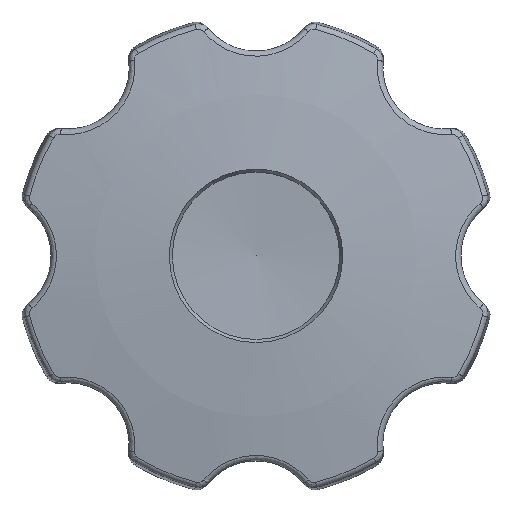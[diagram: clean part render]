
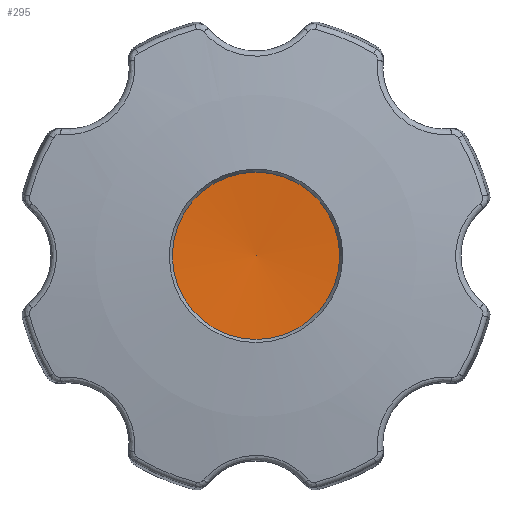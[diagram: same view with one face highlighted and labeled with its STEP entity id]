
A CAD part, top view. The second image highlights one B-rep face of the part: STEP entity #295.
In plain terms, the highlighted spherical face has radius 84.351 mm.
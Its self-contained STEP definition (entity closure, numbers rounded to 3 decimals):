
#295 = ADVANCED_FACE( '', ( #788 ), #789, .F. );
#788 = FACE_OUTER_BOUND( '', #2014, .T. );
#789 = SPHERICAL_SURFACE( '', #2015, 84.351 );
#2014 = EDGE_LOOP( '', ( #6474 ) );
#2015 = AXIS2_PLACEMENT_3D( '', #6475, #6476, #6477 );
#6474 = ORIENTED_EDGE( '', *, *, #8234, .T. );
#6475 = CARTESIAN_POINT( '', ( 0., 0., 111.851 ) );
#6476 = DIRECTION( '', ( 0., 0., 1. ) );
#6477 = DIRECTION( '', ( 1., 0., 0. ) );
#8234 = EDGE_CURVE( '', #9081, #9081, #9082, .T. );
#9081 = VERTEX_POINT( '', #10461 );
#9082 = CIRCLE( '', #10462, 9.5 );
#10461 = CARTESIAN_POINT( '', ( 9.5, 0., 28.037 ) );
#10462 = AXIS2_PLACEMENT_3D( '', #13676, #13677, #13678 );
#13676 = CARTESIAN_POINT( '', ( 0., 0., 28.037 ) );
#13677 = DIRECTION( '', ( 0., 0., 1. ) );
#13678 = DIRECTION( '', ( 1., 0., 0. ) );
